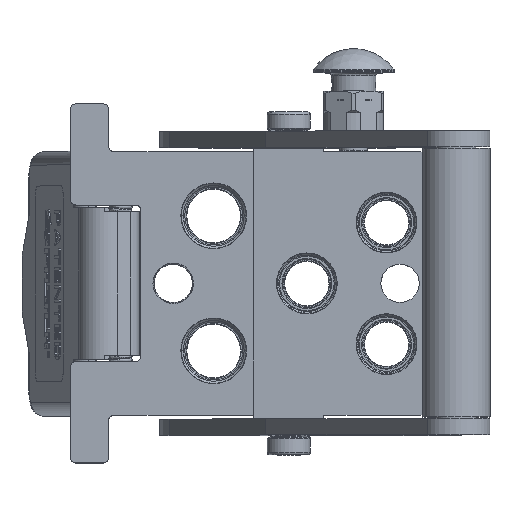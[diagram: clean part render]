
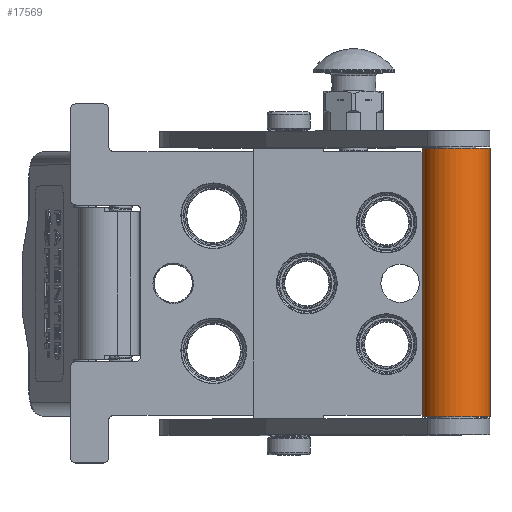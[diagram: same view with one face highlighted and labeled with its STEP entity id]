
A CAD part, top view. The second image highlights one B-rep face of the part: STEP entity #17569.
In plain terms, the highlighted cylindrical face has radius 12.5 mm (diameter 25 mm), a partial arc.
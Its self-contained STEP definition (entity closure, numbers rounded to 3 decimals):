
#2193 = LINE ( 'NONE', #110791, #126362 ) ;
#4890 = CARTESIAN_POINT ( 'NONE',  ( 4.5, 0., -12.5 ) ) ;
#6410 = CYLINDRICAL_SURFACE ( 'NONE', #31460, 12.5 ) ;
#14669 = FACE_OUTER_BOUND ( 'NONE', #91884, .T. ) ;
#17569 = ADVANCED_FACE ( 'NONE', ( #14669 ), #6410, .T. ) ;
#22014 = ORIENTED_EDGE ( 'NONE', *, *, #45638, .F. ) ;
#29032 = CARTESIAN_POINT ( 'NONE',  ( 104., 0., 12.5 ) ) ;
#31460 = AXIS2_PLACEMENT_3D ( 'NONE', #48220, #50039, #48684 ) ;
#34885 = CARTESIAN_POINT ( 'NONE',  ( 104., 0., -12.5 ) ) ;
#35688 = CIRCLE ( 'NONE', #129629, 12.5 ) ;
#38676 = VERTEX_POINT ( 'NONE', #29032 ) ;
#40488 = CARTESIAN_POINT ( 'NONE',  ( 4.5, 0., 12.5 ) ) ;
#44164 = VERTEX_POINT ( 'NONE', #130857 ) ;
#45638 = EDGE_CURVE ( 'NONE', #84088, #129968, #35688, .T. ) ;
#48220 = CARTESIAN_POINT ( 'NONE',  ( -5.425, 0., 0. ) ) ;
#48232 = DIRECTION ( 'NONE',  ( -1., 0., 0. ) ) ;
#48684 = DIRECTION ( 'NONE',  ( 0., 0., 1. ) ) ;
#50039 = DIRECTION ( 'NONE',  ( -1., 0., 0. ) ) ;
#58408 = VECTOR ( 'NONE', #109710, 1000. ) ;
#60253 = DIRECTION ( 'NONE',  ( 0., 0., -1. ) ) ;
#60430 = EDGE_CURVE ( 'NONE', #38676, #129968, #2193, .T. ) ;
#62069 = ORIENTED_EDGE ( 'NONE', *, *, #60430, .T. ) ;
#81653 = CARTESIAN_POINT ( 'NONE',  ( 104., 0., 0. ) ) ;
#84088 = VERTEX_POINT ( 'NONE', #4890 ) ;
#89190 = ORIENTED_EDGE ( 'NONE', *, *, #126901, .F. ) ;
#89349 = AXIS2_PLACEMENT_3D ( 'NONE', #81653, #112690, #92197 ) ;
#91884 = EDGE_LOOP ( 'NONE', ( #130633, #62069, #22014, #89190 ) ) ;
#92197 = DIRECTION ( 'NONE',  ( 0., 0., -1. ) ) ;
#92708 = DIRECTION ( 'NONE',  ( -1., 0., 0. ) ) ;
#93166 = CARTESIAN_POINT ( 'NONE',  ( 4.5, 0., 0. ) ) ;
#109710 = DIRECTION ( 'NONE',  ( -1., 0., 0. ) ) ;
#109739 = CIRCLE ( 'NONE', #89349, 12.5 ) ;
#110791 = CARTESIAN_POINT ( 'NONE',  ( 104., 0., 12.5 ) ) ;
#111425 = EDGE_CURVE ( 'NONE', #44164, #38676, #109739, .T. ) ;
#112690 = DIRECTION ( 'NONE',  ( -1., 0., 0. ) ) ;
#113948 = LINE ( 'NONE', #34885, #58408 ) ;
#126362 = VECTOR ( 'NONE', #48232, 1000. ) ;
#126901 = EDGE_CURVE ( 'NONE', #44164, #84088, #113948, .T. ) ;
#129629 = AXIS2_PLACEMENT_3D ( 'NONE', #93166, #92708, #60253 ) ;
#129968 = VERTEX_POINT ( 'NONE', #40488 ) ;
#130633 = ORIENTED_EDGE ( 'NONE', *, *, #111425, .T. ) ;
#130857 = CARTESIAN_POINT ( 'NONE',  ( 104., 0., -12.5 ) ) ;
